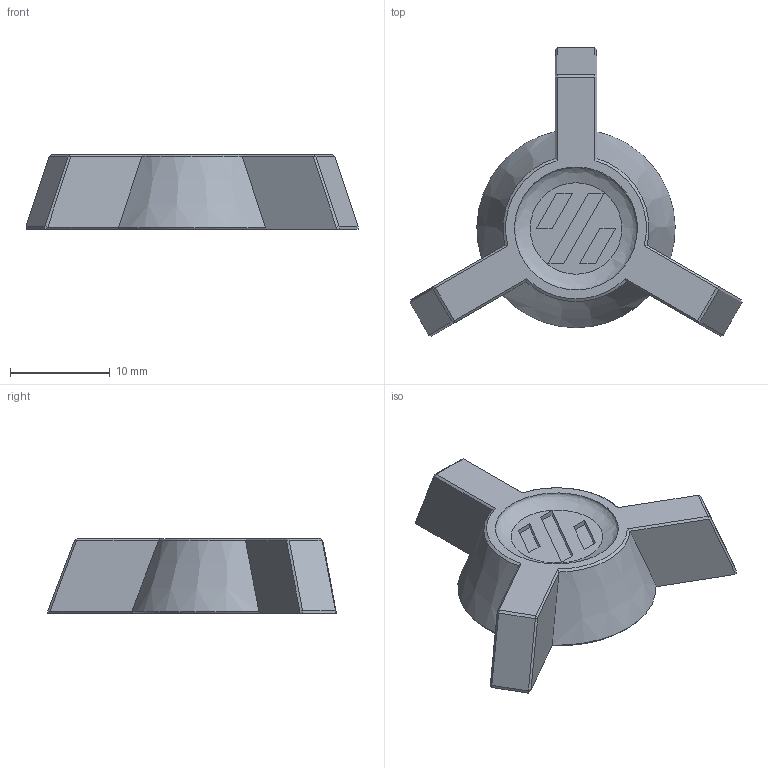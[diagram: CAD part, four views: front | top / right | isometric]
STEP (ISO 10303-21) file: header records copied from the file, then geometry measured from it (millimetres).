
FILE_DESCRIPTION(/* description */ (''),/* implementation_level */ '2;1');
FILE_NAME(/* name */ '[a]_lcd_knob_mk3_tri_wing.step',/* time_stamp */ '2025-07-28T12:39:14+02:00',/* author */ (''),/* organization */ (''),/* preprocessor_version */ 'ST-DEVELOPER v20.1',/* originating_system */ 'Autodesk Translation Framework v14.10.0.0',/* authorisation */ '');
FILE_SCHEMA (('AUTOMOTIVE_DESIGN { 1 0 10303 214 3 1 1 }'));
Length unit declared in the file: millimetre
Products named in the file (1): [a]_lcd_knob_mk3_tri_wing
Bounding box: 33.25 x 28.87 x 7.5 mm (x, y, z)
Volume: 1893.9 mm3; surface area: 1841.3 mm2
Topology: 1 solids, 1 shells, 103 faces, 245 edges, 149 vertices
Faces by surface type: plane 69, cone 21, cylinder 12, bspline 1
Entity records: 3022 total; most frequent: CARTESIAN_POINT 615, DIRECTION 495, ORIENTED_EDGE 490, EDGE_CURVE 245, LINE 167, VECTOR 167, AXIS2_PLACEMENT_3D 164, VERTEX_POINT 149
